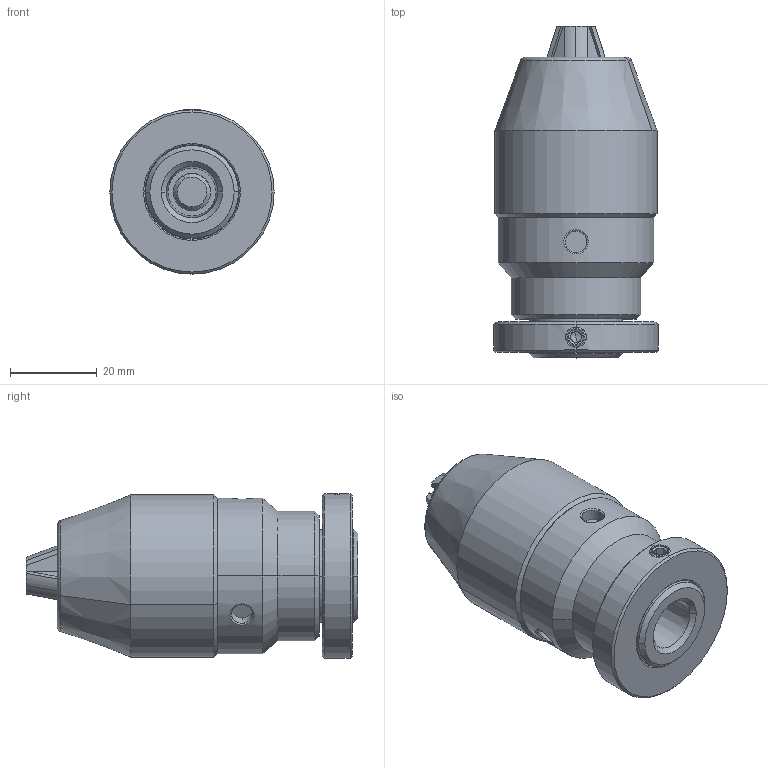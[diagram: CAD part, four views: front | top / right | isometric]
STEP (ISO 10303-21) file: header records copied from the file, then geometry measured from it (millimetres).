
FILE_DESCRIPTION (( 'STEP AP214' ), '1' );
FILE_NAME ('BA12208103305A.STEP', '2020-03-25T03:48:46', ( '' ), ( '' ), 'SwSTEP 2.0', 'SolidWorks 2017', '' );
FILE_SCHEMA (( 'AUTOMOTIVE_DESIGN' ));
Length unit declared in the file: millimetre
Products named in the file (12): BB12208070301A; BB12208040001B; BB12208080301A; BB1220806B301A; BB12208100301A; SB064011; BB12208030001B; BB12208010001A; BESY24307A; BA12208103305A; KM102001; BE1220501A
Assembly tree (37 placements, depth 2):
  BA12208103305A
    BB12208010001A
    BB12208030001B  x3
    BB1220806B301A
    BB12208080301A
    BB12208070301A
    BB12208100301A
    BE1220501A
    BB12208040001B
    SB064011  x25
    BESY24307A
    KM102001
Bounding box: 38 x 76.74 x 38 mm (x, y, z)
Volume: 55011 mm3; surface area: 32931.3 mm2
Topology: 37 solids, 37 shells, 527 faces, 1363 edges, 872 vertices
Faces by surface type: plane 184, cylinder 144, cone 109, sphere 50, torus 21, bspline 19
Entity records: 17539 total; most frequent: CARTESIAN_POINT 6621, ORIENTED_EDGE 2092, DIRECTION 2090, EDGE_CURVE 1046, AXIS2_PLACEMENT_3D 830, VERTEX_POINT 659, EDGE_LOOP 461, VECTOR 430
